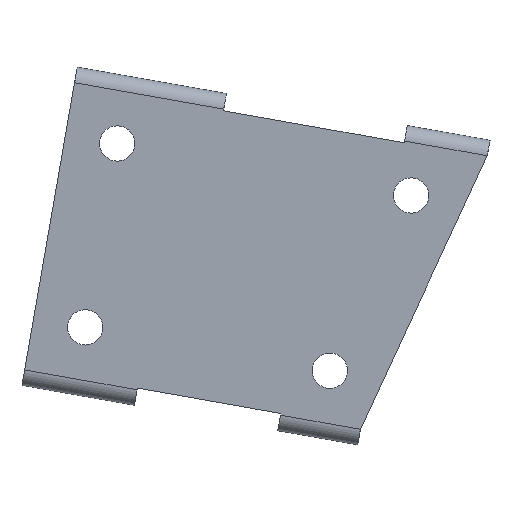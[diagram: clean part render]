
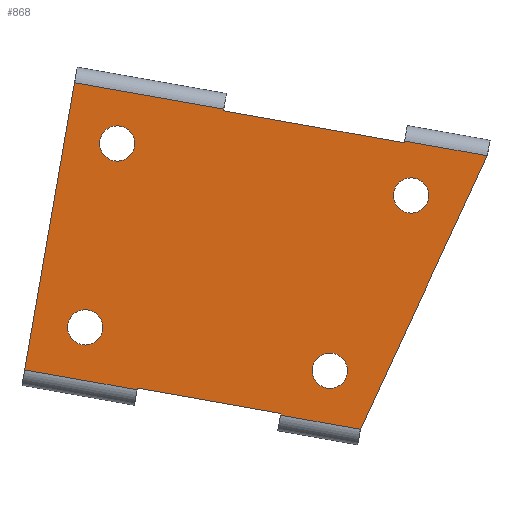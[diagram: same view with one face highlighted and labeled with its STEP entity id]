
A CAD part, left-side view. The second image highlights one B-rep face of the part: STEP entity #868.
In plain terms, the highlighted planar face has unit normal (-1, 0, 0).
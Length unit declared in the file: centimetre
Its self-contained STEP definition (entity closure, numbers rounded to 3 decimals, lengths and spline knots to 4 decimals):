
#22=FACE_BOUND('',#117,.T.);
#23=FACE_BOUND('',#118,.T.);
#24=FACE_BOUND('',#119,.T.);
#25=FACE_BOUND('',#120,.T.);
#58=FACE_OUTER_BOUND('',#116,.T.);
#116=EDGE_LOOP('',(#648,#649,#650,#651,#652,#653,#654,#655,#656,#657,#658,
#659));
#117=EDGE_LOOP('',(#660));
#118=EDGE_LOOP('',(#661));
#119=EDGE_LOOP('',(#662));
#120=EDGE_LOOP('',(#663));
#178=LINE('',#1290,#274);
#180=LINE('',#1294,#276);
#182=LINE('',#1298,#278);
#188=LINE('',#1317,#284);
#201=LINE('',#1344,#297);
#202=LINE('',#1346,#298);
#203=LINE('',#1347,#299);
#204=LINE('',#1349,#300);
#205=LINE('',#1351,#301);
#206=LINE('',#1353,#302);
#207=LINE('',#1355,#303);
#208=LINE('',#1356,#304);
#274=VECTOR('',#1026,1.);
#276=VECTOR('',#1030,4.1709);
#278=VECTOR('',#1034,1.);
#284=VECTOR('',#1056,3.2657);
#297=VECTOR('',#1083,2.3215);
#298=VECTOR('',#1084,8.6299);
#299=VECTOR('',#1085,2.4045);
#300=VECTOR('',#1086,1.);
#301=VECTOR('',#1087,5.2551);
#302=VECTOR('',#1088,1.);
#303=VECTOR('',#1089,4.3363);
#304=VECTOR('',#1090,8.3424);
#365=CIRCLE('',#936,0.505);
#366=CIRCLE('',#937,0.505);
#367=CIRCLE('',#938,0.505);
#368=CIRCLE('',#939,0.505);
#380=VERTEX_POINT('',#1245);
#398=VERTEX_POINT('',#1287);
#399=VERTEX_POINT('',#1289);
#400=VERTEX_POINT('',#1293);
#401=VERTEX_POINT('',#1297);
#405=VERTEX_POINT('',#1311);
#413=VERTEX_POINT('',#1343);
#414=VERTEX_POINT('',#1345);
#415=VERTEX_POINT('',#1348);
#416=VERTEX_POINT('',#1350);
#417=VERTEX_POINT('',#1352);
#418=VERTEX_POINT('',#1354);
#419=VERTEX_POINT('',#1357);
#420=VERTEX_POINT('',#1359);
#421=VERTEX_POINT('',#1361);
#422=VERTEX_POINT('',#1363);
#473=EDGE_CURVE('',#399,#398,#178,.T.);
#475=EDGE_CURVE('',#399,#400,#180,.T.);
#477=EDGE_CURVE('',#401,#400,#182,.T.);
#487=EDGE_CURVE('',#401,#405,#188,.T.);
#500=EDGE_CURVE('',#413,#398,#201,.T.);
#501=EDGE_CURVE('',#414,#413,#202,.T.);
#502=EDGE_CURVE('',#380,#414,#203,.T.);
#503=EDGE_CURVE('',#380,#415,#204,.T.);
#504=EDGE_CURVE('',#416,#415,#205,.T.);
#505=EDGE_CURVE('',#416,#417,#206,.T.);
#506=EDGE_CURVE('',#418,#417,#207,.T.);
#507=EDGE_CURVE('',#405,#418,#208,.T.);
#508=EDGE_CURVE('',#419,#419,#365,.T.);
#509=EDGE_CURVE('',#420,#420,#366,.T.);
#510=EDGE_CURVE('',#421,#421,#367,.T.);
#511=EDGE_CURVE('',#422,#422,#368,.T.);
#648=ORIENTED_EDGE('',*,*,#473,.T.);
#649=ORIENTED_EDGE('',*,*,#500,.F.);
#650=ORIENTED_EDGE('',*,*,#501,.F.);
#651=ORIENTED_EDGE('',*,*,#502,.F.);
#652=ORIENTED_EDGE('',*,*,#503,.T.);
#653=ORIENTED_EDGE('',*,*,#504,.F.);
#654=ORIENTED_EDGE('',*,*,#505,.T.);
#655=ORIENTED_EDGE('',*,*,#506,.F.);
#656=ORIENTED_EDGE('',*,*,#507,.F.);
#657=ORIENTED_EDGE('',*,*,#487,.F.);
#658=ORIENTED_EDGE('',*,*,#477,.T.);
#659=ORIENTED_EDGE('',*,*,#475,.F.);
#660=ORIENTED_EDGE('',*,*,#508,.F.);
#661=ORIENTED_EDGE('',*,*,#509,.F.);
#662=ORIENTED_EDGE('',*,*,#510,.F.);
#663=ORIENTED_EDGE('',*,*,#511,.F.);
#823=PLANE('',#935);
#868=ADVANCED_FACE('',(#58,#22,#23,#24,#25),#823,.F.);
#935=AXIS2_PLACEMENT_3D('',#1342,#1081,#1082);
#936=AXIS2_PLACEMENT_3D('',#1358,#1091,#1092);
#937=AXIS2_PLACEMENT_3D('',#1360,#1093,#1094);
#938=AXIS2_PLACEMENT_3D('',#1362,#1095,#1096);
#939=AXIS2_PLACEMENT_3D('',#1364,#1097,#1098);
#1026=DIRECTION('',(0.,0.174,-0.985));
#1030=DIRECTION('',(0.,0.985,0.174));
#1034=DIRECTION('',(0.,-0.174,0.985));
#1056=DIRECTION('',(0.,0.985,0.174));
#1081=DIRECTION('center_axis',(1.,0.,0.));
#1082=DIRECTION('ref_axis',(0.,-1.,0.));
#1083=DIRECTION('',(0.,0.985,0.174));
#1084=DIRECTION('',(0.,0.42,-0.907));
#1085=DIRECTION('',(0.,-0.985,-0.174));
#1086=DIRECTION('',(0.,0.174,-0.985));
#1087=DIRECTION('',(0.,-0.985,-0.174));
#1088=DIRECTION('',(0.,-0.174,0.985));
#1089=DIRECTION('',(0.,-0.985,-0.174));
#1090=DIRECTION('',(0.,-0.171,0.985));
#1091=DIRECTION('center_axis',(-1.,0.,0.));
#1092=DIRECTION('ref_axis',(0.,-1.,0.));
#1093=DIRECTION('center_axis',(-1.,0.,0.));
#1094=DIRECTION('ref_axis',(0.,-1.,0.));
#1095=DIRECTION('center_axis',(-1.,0.,0.));
#1096=DIRECTION('ref_axis',(0.,-1.,0.));
#1097=DIRECTION('center_axis',(-1.,0.,0.));
#1098=DIRECTION('ref_axis',(0.,-1.,0.));
#1245=CARTESIAN_POINT('',(53.8198,46.3635,47.6305));
#1287=CARTESIAN_POINT('',(53.8198,49.9105,39.7861));
#1289=CARTESIAN_POINT('',(53.8198,49.9029,39.8356));
#1290=CARTESIAN_POINT('',(53.8198,52.565,24.7915));
#1293=CARTESIAN_POINT('',(53.8198,54.01,40.5624));
#1294=CARTESIAN_POINT('',(53.8198,49.9043,39.8358));
#1297=CARTESIAN_POINT('',(53.8198,54.0176,40.5129));
#1298=CARTESIAN_POINT('',(53.8198,56.6722,25.5183));
#1311=CARTESIAN_POINT('',(53.8198,57.2333,41.082));
#1317=CARTESIAN_POINT('',(53.8198,54.0176,40.5129));
#1342=CARTESIAN_POINT('Origin',(53.8198,0.,0.));
#1343=CARTESIAN_POINT('',(53.8198,47.6245,39.3816));
#1344=CARTESIAN_POINT('',(53.8198,47.6245,39.3816));
#1345=CARTESIAN_POINT('',(53.8198,43.9958,47.2115));
#1346=CARTESIAN_POINT('',(53.8198,43.9958,47.2115));
#1347=CARTESIAN_POINT('',(53.8198,46.3635,47.6305));
#1348=CARTESIAN_POINT('',(53.8198,46.3711,47.5811));
#1349=CARTESIAN_POINT('',(53.8198,49.7471,28.5035));
#1350=CARTESIAN_POINT('',(53.8198,51.5458,48.4968));
#1351=CARTESIAN_POINT('',(53.8198,51.5444,48.4965));
#1352=CARTESIAN_POINT('',(53.8198,51.5382,48.5462));
#1353=CARTESIAN_POINT('',(53.8198,54.9217,29.4192));
#1354=CARTESIAN_POINT('',(53.8198,55.8081,49.3018));
#1355=CARTESIAN_POINT('',(53.8198,55.8081,49.3018));
#1356=CARTESIAN_POINT('',(53.8198,57.2333,41.082));
#1357=CARTESIAN_POINT('',(53.8198,46.6812,46.074));
#1358=CARTESIAN_POINT('Origin',(53.8198,46.1762,46.074));
#1359=CARTESIAN_POINT('',(53.8198,55.0923,47.5624));
#1360=CARTESIAN_POINT('Origin',(53.8198,54.5873,47.5624));
#1361=CARTESIAN_POINT('',(53.8198,49.005,41.0599));
#1362=CARTESIAN_POINT('Origin',(53.8198,48.5,41.0599));
#1363=CARTESIAN_POINT('',(53.8198,56.005,42.2986));
#1364=CARTESIAN_POINT('Origin',(53.8198,55.5,42.2986));
